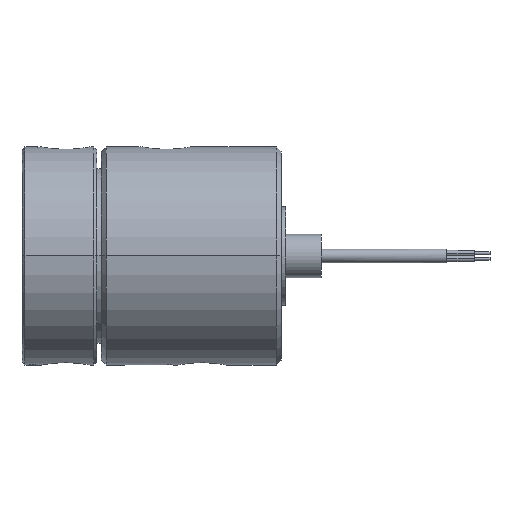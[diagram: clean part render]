
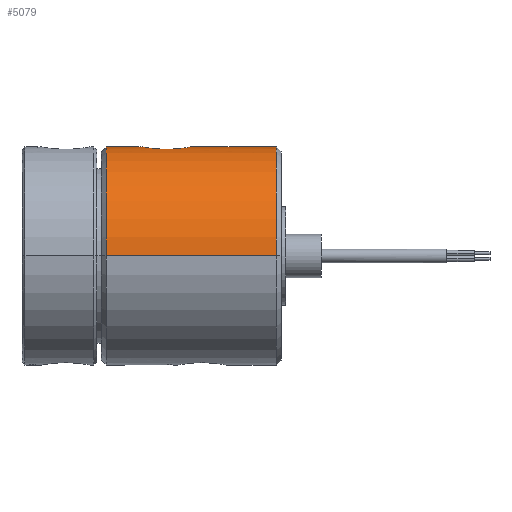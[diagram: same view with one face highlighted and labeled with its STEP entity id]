
A CAD part, top view. The second image highlights one B-rep face of the part: STEP entity #5079.
In plain terms, the highlighted cylindrical face has radius 27.775 mm (diameter 55.55 mm), a partial arc.
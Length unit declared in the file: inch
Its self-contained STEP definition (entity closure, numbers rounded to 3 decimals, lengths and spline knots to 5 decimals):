
#1258=DIRECTION('',(1.,0.,0.));
#1259=VECTOR('',#1258,1.707);
#1260=CARTESIAN_POINT('',(0.844,0.,-1.0935));
#1261=LINE('',#1260,#1259);
#1262=CARTESIAN_POINT('',(1.448,1.07083,0.22152));
#1263=CARTESIAN_POINT('',(1.46745,1.07083,0.22152));
#1264=CARTESIAN_POINT('',(1.50511,1.07169,0.21741));
#1265=CARTESIAN_POINT('',(1.55936,1.07527,0.1993));
#1266=CARTESIAN_POINT('',(1.60679,1.08028,0.1706));
#1267=CARTESIAN_POINT('',(1.64499,1.08554,0.13373));
#1268=CARTESIAN_POINT('',(1.67236,1.08996,0.0915));
#1269=CARTESIAN_POINT('',(1.68861,1.09284,0.04637));
#1270=CARTESIAN_POINT('',(1.69399,1.09383,0.00002));
#1271=CARTESIAN_POINT('',(1.68862,1.09284,
-0.04634));
#1272=CARTESIAN_POINT('',(1.67236,1.08996,
-0.09149));
#1273=CARTESIAN_POINT('',(1.645,1.08554,
-0.13372));
#1274=CARTESIAN_POINT('',(1.6068,1.08028,
-0.17059));
#1275=CARTESIAN_POINT('',(1.55937,1.07527,
-0.19929));
#1276=CARTESIAN_POINT('',(1.50513,1.07169,
-0.21741));
#1277=CARTESIAN_POINT('',(1.46746,1.07083,
-0.22152));
#1278=CARTESIAN_POINT('',(1.448,1.07083,-0.22152));
#1280=CARTESIAN_POINT('',(1.448,1.07083,-0.22152));
#1281=CARTESIAN_POINT('',(1.42849,1.07083,
-0.22152));
#1282=CARTESIAN_POINT('',(1.39071,1.07169,
-0.21742));
#1283=CARTESIAN_POINT('',(1.33552,1.07536,
-0.19882));
#1284=CARTESIAN_POINT('',(1.28845,1.08038,
-0.17001));
#1285=CARTESIAN_POINT('',(1.24935,1.08578,
-0.13204));
#1286=CARTESIAN_POINT('',(1.22151,1.09033,
-0.0873));
#1287=CARTESIAN_POINT('',(1.20624,1.09305,
-0.04148));
#1288=CARTESIAN_POINT('',(1.20201,1.09383,0.00621));
#1289=CARTESIAN_POINT('',(1.20905,1.09254,0.05271));
#1290=CARTESIAN_POINT('',(1.22615,1.08954,0.09622));
#1291=CARTESIAN_POINT('',(1.25413,1.08508,0.13729));
#1292=CARTESIAN_POINT('',(1.29183,1.07998,0.17239));
#1293=CARTESIAN_POINT('',(1.33753,1.07522,0.19954));
#1294=CARTESIAN_POINT('',(1.39069,1.07171,0.21734));
#1295=CARTESIAN_POINT('',(1.42837,1.07083,0.22152));
#1296=CARTESIAN_POINT('',(1.448,1.07083,0.22152));
#1298=CARTESIAN_POINT('',(1.193,0.,0.));
#1299=DIRECTION('',(-1.,0.,0.));
#1300=DIRECTION('',(0.,0.996,0.091));
#1301=AXIS2_PLACEMENT_3D('',#1298,#1299,#1300);
#1303=DIRECTION('',(-1.,0.,0.));
#1304=VECTOR('',#1303,0.025);
#1305=CARTESIAN_POINT('',(1.193,1.08871,-0.1));
#1306=LINE('',#1305,#1304);
#1307=CARTESIAN_POINT('',(1.143,1.09124,
-0.07021));
#1308=CARTESIAN_POINT('',(1.14717,1.09092,
-0.07518));
#1309=CARTESIAN_POINT('',(1.15552,1.09032,
-0.08513));
#1310=CARTESIAN_POINT('',(1.16383,1.08916,
-0.09504));
#1311=CARTESIAN_POINT('',(1.168,1.08871,-0.1));
#1313=CARTESIAN_POINT('',(1.143,0.,0.));
#1314=DIRECTION('',(-1.,0.,0.));
#1315=DIRECTION('',(0.,0.999,-0.033));
#1316=AXIS2_PLACEMENT_3D('',#1313,#1314,#1315);
#1318=CARTESIAN_POINT('',(1.143,1.0929,
-0.03617));
#1319=CARTESIAN_POINT('',(1.15134,1.09257,
-0.0461));
#1320=CARTESIAN_POINT('',(1.15967,1.09211,
-0.05603));
#1321=CARTESIAN_POINT('',(1.168,1.09151,
-0.06596));
#1323=CARTESIAN_POINT('',(1.168,0.,0.));
#1324=DIRECTION('',(1.,0.,0.));
#1325=DIRECTION('',(0.,0.998,-0.06));
#1326=AXIS2_PLACEMENT_3D('',#1323,#1324,#1325);
#1328=DIRECTION('',(-1.,0.,0.));
#1329=VECTOR('',#1328,0.025);
#1330=CARTESIAN_POINT('',(1.193,1.08871,0.1));
#1331=LINE('',#1330,#1329);
#1332=CARTESIAN_POINT('',(2.551,0.,0.));
#1333=DIRECTION('',(-1.,0.,0.));
#1334=DIRECTION('',(0.,0.,1.));
#1335=AXIS2_PLACEMENT_3D('',#1332,#1333,#1334);
#1350=DIRECTION('',(1.,0.,0.));
#1351=VECTOR('',#1350,1.707);
#1352=CARTESIAN_POINT('',(0.844,0.,1.0935));
#1353=LINE('',#1352,#1351);
#1541=CARTESIAN_POINT('',(0.844,0.,0.));
#1542=DIRECTION('',(1.,0.,0.));
#1543=DIRECTION('',(0.,0.,-1.));
#1544=AXIS2_PLACEMENT_3D('',#1541,#1542,#1543);
#3091=CARTESIAN_POINT('',(2.551,0.,1.0935));
#3092=CARTESIAN_POINT('',(2.551,0.,-1.0935));
#3093=VERTEX_POINT('',#3091);
#3094=VERTEX_POINT('',#3092);
#3095=CARTESIAN_POINT('',(0.844,0.,1.0935));
#3096=VERTEX_POINT('',#3095);
#3097=CARTESIAN_POINT('',(0.844,0.,-1.0935));
#3098=VERTEX_POINT('',#3097);
#3099=VERTEX_POINT('',#1280);
#3100=VERTEX_POINT('',#1296);
#3207=CARTESIAN_POINT('',(1.193,1.08892,0.10002));
#3208=CARTESIAN_POINT('',(1.193,1.08892,
-0.10002));
#3209=VERTEX_POINT('',#3207);
#3210=VERTEX_POINT('',#3208);
#3211=CARTESIAN_POINT('',(1.168,1.08871,-0.1));
#3212=VERTEX_POINT('',#3211);
#3213=VERTEX_POINT('',#1307);
#3214=CARTESIAN_POINT('',(1.143,1.0929,
-0.03617));
#3215=VERTEX_POINT('',#3214);
#3216=VERTEX_POINT('',#1321);
#3217=CARTESIAN_POINT('',(1.168,1.08892,0.10002));
#3218=VERTEX_POINT('',#3217);
#5044=CARTESIAN_POINT('',(0.,0.,0.));
#5045=DIRECTION('',(-1.,0.,0.));
#5046=DIRECTION('',(0.,0.,-1.));
#5047=AXIS2_PLACEMENT_3D('',#5044,#5045,#5046);
#5048=CYLINDRICAL_SURFACE('',#5047,1.0935);
#5050=ORIENTED_EDGE('',*,*,#5049,.F.);
#5052=ORIENTED_EDGE('',*,*,#5051,.F.);
#5054=ORIENTED_EDGE('',*,*,#5053,.F.);
#5056=ORIENTED_EDGE('',*,*,#5055,.T.);
#5057=EDGE_LOOP('',(#5050,#5052,#5054,#5056));
#5058=FACE_OUTER_BOUND('',#5057,.F.);
#5060=ORIENTED_EDGE('',*,*,#5059,.T.);
#5062=ORIENTED_EDGE('',*,*,#5061,.T.);
#5063=EDGE_LOOP('',(#5060,#5062));
#5064=FACE_BOUND('',#5063,.F.);
#5066=ORIENTED_EDGE('',*,*,#5065,.T.);
#5067=ORIENTED_EDGE('',*,*,#4971,.T.);
#5069=ORIENTED_EDGE('',*,*,#5068,.F.);
#5071=ORIENTED_EDGE('',*,*,#5070,.F.);
#5073=ORIENTED_EDGE('',*,*,#5072,.T.);
#5075=ORIENTED_EDGE('',*,*,#5074,.T.);
#5076=ORIENTED_EDGE('',*,*,#4975,.F.);
#5077=EDGE_LOOP('',(#5066,#5067,#5069,#5071,#5073,#5075,#5076));
#5078=FACE_BOUND('',#5077,.F.);
#1279=B_SPLINE_CURVE_WITH_KNOTS('',3,(#1262,#1263,#1264,#1265,#1266,#1267,#1268,
#1269,#1270,#1271,#1272,#1273,#1274,#1275,#1276,#1277,#1278),.UNSPECIFIED.,.F.,
.F.,(4,1,1,1,1,1,1,1,1,1,1,1,1,1,4),(0.,0.07143,0.14286,
0.21429,0.28571,0.35714,0.42857,0.5,
0.57143,0.64286,0.71429,0.78571,
0.85714,0.92857,1.),.UNSPECIFIED.);
#1297=B_SPLINE_CURVE_WITH_KNOTS('',3,(#1280,#1281,#1282,#1283,#1284,#1285,#1286,
#1287,#1288,#1289,#1290,#1291,#1292,#1293,#1294,#1295,#1296),.UNSPECIFIED.,.F.,
.F.,(4,1,1,1,1,1,1,1,1,1,1,1,1,1,4),(0.,0.07143,0.14286,
0.21429,0.28571,0.35714,0.42857,0.5,
0.57143,0.64286,0.71429,0.78571,
0.85714,0.92857,1.),.UNSPECIFIED.);
#1302=CIRCLE('',#1301,1.0935);
#1312=B_SPLINE_CURVE_WITH_KNOTS('',3,(#1307,#1308,#1309,#1310,#1311),
.UNSPECIFIED.,.F.,.F.,(4,1,4),(0.,0.5,1.),.UNSPECIFIED.);
#1317=CIRCLE('',#1316,1.0935);
#1322=B_SPLINE_CURVE_WITH_KNOTS('',3,(#1318,#1319,#1320,#1321),.UNSPECIFIED.,
.F.,.F.,(4,4),(0.,1.),.UNSPECIFIED.);
#1327=CIRCLE('',#1326,1.0935);
#1336=CIRCLE('',#1335,1.0935);
#1545=CIRCLE('',#1544,1.0935);
#4971=EDGE_CURVE('',#3210,#3212,#1306,.T.);
#4975=EDGE_CURVE('',#3209,#3218,#1331,.T.);
#5049=EDGE_CURVE('',#3093,#3094,#1336,.T.);
#5051=EDGE_CURVE('',#3096,#3093,#1353,.T.);
#5053=EDGE_CURVE('',#3098,#3096,#1545,.T.);
#5055=EDGE_CURVE('',#3098,#3094,#1261,.T.);
#5059=EDGE_CURVE('',#3100,#3099,#1279,.T.);
#5061=EDGE_CURVE('',#3099,#3100,#1297,.T.);
#5065=EDGE_CURVE('',#3209,#3210,#1302,.T.);
#5068=EDGE_CURVE('',#3213,#3212,#1312,.T.);
#5070=EDGE_CURVE('',#3215,#3213,#1317,.T.);
#5072=EDGE_CURVE('',#3215,#3216,#1322,.T.);
#5074=EDGE_CURVE('',#3216,#3218,#1327,.T.);
#5079=ADVANCED_FACE('',(#5058,#5064,#5078),#5048,.T.);
